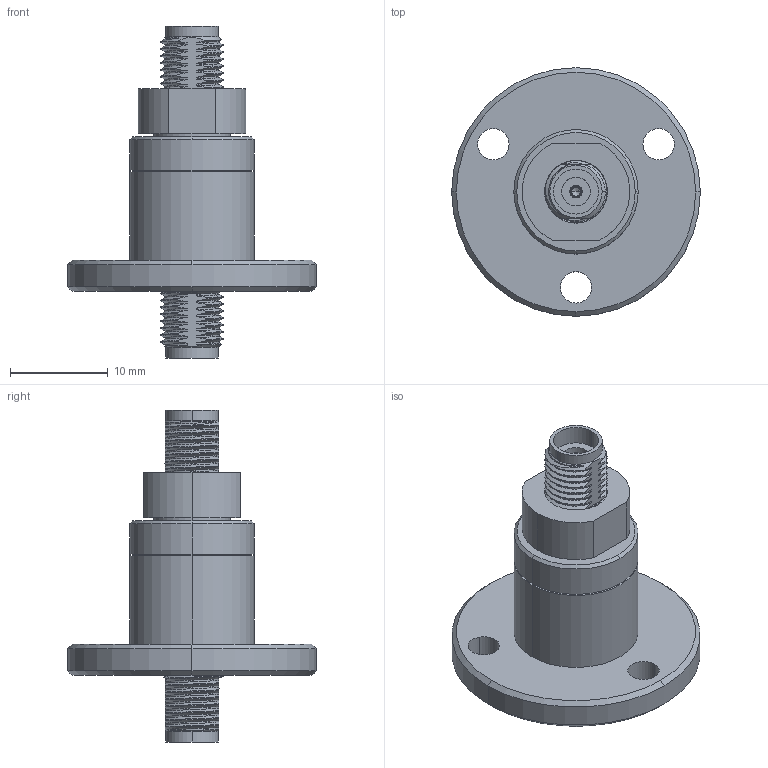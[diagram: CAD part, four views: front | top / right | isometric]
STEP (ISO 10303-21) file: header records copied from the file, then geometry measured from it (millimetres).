
FILE_DESCRIPTION (( 'STEP AP214' ), '1' );
FILE_NAME ('CF-KFIKFI-SZ1.STEP', '2025-08-15T16:38:35', ( '' ), ( '' ), 'SwSTEP 2.0', 'SolidWorks 2021', '' );
FILE_SCHEMA (( 'AUTOMOTIVE_DESIGN' ));
Length unit declared in the file: inch
Products named in the file (1): CF-KFIKFI-SZ1
Bounding box: 25.4 x 25.4 x 33.92 mm (x, y, z)
Volume: 3628.5 mm3; surface area: 3814.4 mm2
Topology: 7 solids, 7 shells, 416 faces, 1127 edges, 744 vertices
Faces by surface type: cylinder 177, bspline 152, plane 64, cone 23
Entity records: 34566 total; most frequent: CARTESIAN_POINT 20331, ORIENTED_EDGE 2246, EDGE_CURVE 1123, DIRECTION 1088, B_SPLINE_CURVE_WITH_KNOTS 761, VERTEX_POINT 744, AXIS2_PLACEMENT_3D 461, EDGE_LOOP 455
